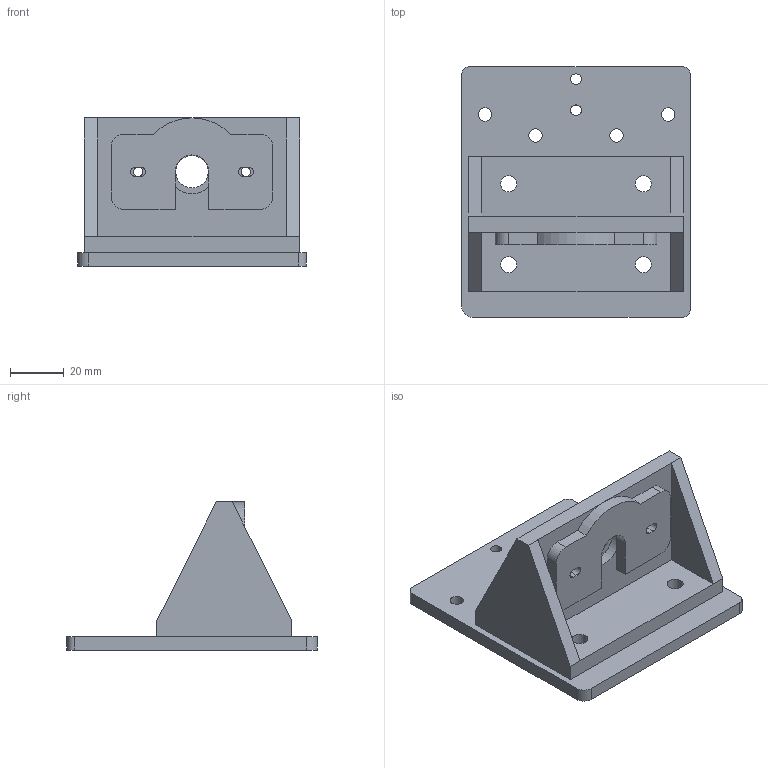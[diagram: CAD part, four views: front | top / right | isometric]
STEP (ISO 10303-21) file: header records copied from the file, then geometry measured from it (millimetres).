
FILE_DESCRIPTION(/* description */ (''),/* implementation_level */ '2;1');
FILE_NAME(/* name */ 'model1',/* time_stamp */ '2015-08-27T11:01:28+08:00',/* author */ (''),/* organization */ (''),/* preprocessor_version */ 'ST-DEVELOPER v11',/* originating_system */ 'UGS - NX 5.0',/* authorisation */ '');
FILE_SCHEMA (('CONFIG_CONTROL_DESIGN'));
Length unit declared in the file: millimetre
Products named in the file (1): userEBE8m6gy
Bounding box: 84.8 x 93 x 55 mm (x, y, z)
Volume: 97502.1 mm3; surface area: 43297.6 mm2
Topology: 3 solids, 3 shells, 78 faces, 212 edges, 143 vertices
Faces by surface type: plane 39, cylinder 39
Full cylindrical faces by diameter (mm): 3.5 x2, 4 x2, 5 x11, 6 x8, 12 x1, 16.4 x1
Entity records: 2489 total; most frequent: DIRECTION 416, CARTESIAN_POINT 395, ORIENTED_EDGE 360, EDGE_CURVE 180, AXIS2_PLACEMENT_3D 157, EDGE_LOOP 156, VERTEX_POINT 134, FACE_BOUND 113
